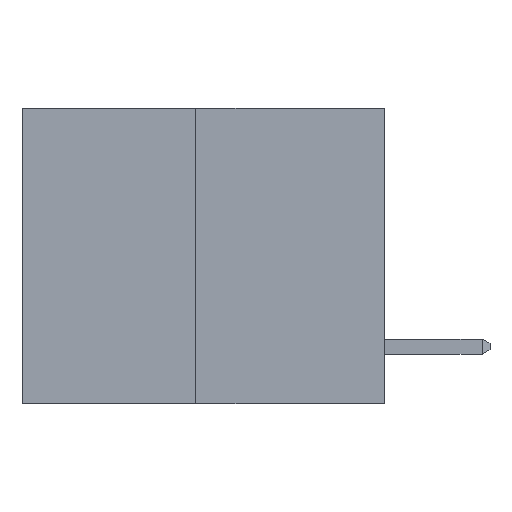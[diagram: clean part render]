
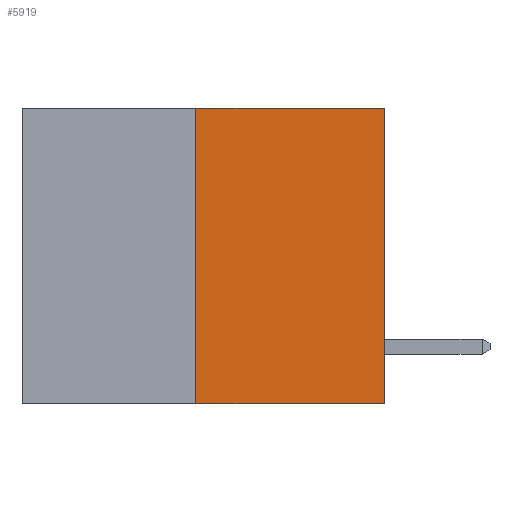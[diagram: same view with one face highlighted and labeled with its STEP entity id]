
A CAD part, left-side view. The second image highlights one B-rep face of the part: STEP entity #5919.
In plain terms, the highlighted planar face has unit normal (-1, 0, 0).
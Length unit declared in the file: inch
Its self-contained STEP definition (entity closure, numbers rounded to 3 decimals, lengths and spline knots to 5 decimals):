
#437 = VERTEX_POINT ( 'NONE', #3374 ) ;
#1234 = EDGE_CURVE ( 'NONE', #8414, #5169, #3201, .T. ) ;
#1559 = CARTESIAN_POINT ( 'NONE',  ( 0., 0.6, 0. ) ) ;
#1889 = ORIENTED_EDGE ( 'NONE', *, *, #8675, .F. ) ;
#2017 = VECTOR ( 'NONE', #7422, 39.37008 ) ;
#2066 = CARTESIAN_POINT ( 'NONE',  ( 0., 0.312, 0. ) ) ;
#2189 = DIRECTION ( 'NONE',  ( 1., 0., 0. ) ) ;
#2334 = EDGE_CURVE ( 'NONE', #3634, #437, #4562, .T. ) ;
#2908 = ORIENTED_EDGE ( 'NONE', *, *, #2334, .T. ) ;
#2964 = VECTOR ( 'NONE', #7216, 39.37008 ) ;
#3201 = LINE ( 'NONE', #3504, #2964 ) ;
#3319 = ORIENTED_EDGE ( 'NONE', *, *, #1234, .F. ) ;
#3374 = CARTESIAN_POINT ( 'NONE',  ( 0., 0., 0. ) ) ;
#3504 = CARTESIAN_POINT ( 'NONE',  ( 0., 0.312, -0.49 ) ) ;
#3634 = VERTEX_POINT ( 'NONE', #4241 ) ;
#3708 = LINE ( 'NONE', #6349, #5549 ) ;
#3748 = CARTESIAN_POINT ( 'NONE',  ( 0., 0.312, -0.49 ) ) ;
#3810 = CARTESIAN_POINT ( 'NONE',  ( 0., 0.6, -0.49 ) ) ;
#4241 = CARTESIAN_POINT ( 'NONE',  ( 0., 0., -0.49 ) ) ;
#4296 = DIRECTION ( 'NONE',  ( 0., 0., 1. ) ) ;
#4562 = LINE ( 'NONE', #7869, #6161 ) ;
#4907 = DIRECTION ( 'NONE',  ( 0., -1., 0. ) ) ;
#5169 = VERTEX_POINT ( 'NONE', #2066 ) ;
#5517 = AXIS2_PLACEMENT_3D ( 'NONE', #1559, #2189, #8918 ) ;
#5549 = VECTOR ( 'NONE', #4907, 39.37008 ) ;
#5919 = ADVANCED_FACE ( 'NONE', ( #6575 ), #8198, .F. ) ;
#6161 = VECTOR ( 'NONE', #4296, 39.37008 ) ;
#6349 = CARTESIAN_POINT ( 'NONE',  ( 0., 0.6, 0. ) ) ;
#6575 = FACE_OUTER_BOUND ( 'NONE', #9536, .T. ) ;
#6576 = EDGE_CURVE ( 'NONE', #8414, #3634, #6860, .T. ) ;
#6860 = LINE ( 'NONE', #3810, #2017 ) ;
#7216 = DIRECTION ( 'NONE',  ( 0., 0., 1. ) ) ;
#7422 = DIRECTION ( 'NONE',  ( 0., -1., 0. ) ) ;
#7869 = CARTESIAN_POINT ( 'NONE',  ( 0., 0., 0. ) ) ;
#8198 = PLANE ( 'NONE',  #5517 ) ;
#8414 = VERTEX_POINT ( 'NONE', #3748 ) ;
#8425 = ORIENTED_EDGE ( 'NONE', *, *, #6576, .T. ) ;
#8675 = EDGE_CURVE ( 'NONE', #5169, #437, #3708, .T. ) ;
#8918 = DIRECTION ( 'NONE',  ( 0., 0., -1. ) ) ;
#9536 = EDGE_LOOP ( 'NONE', ( #3319, #8425, #2908, #1889 ) ) ;
